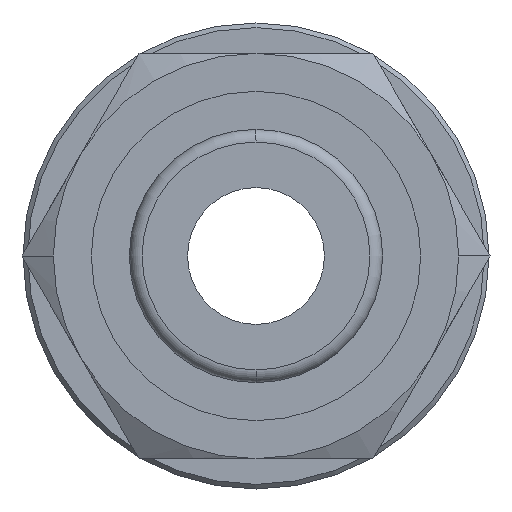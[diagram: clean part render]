
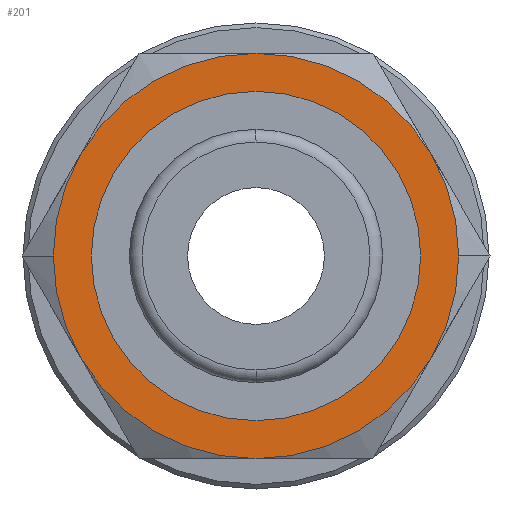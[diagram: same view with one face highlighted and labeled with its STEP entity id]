
A CAD part, front view. The second image highlights one B-rep face of the part: STEP entity #201.
In plain terms, the highlighted planar face has unit normal (0, -1, 0).
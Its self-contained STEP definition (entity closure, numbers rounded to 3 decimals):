
#201=ADVANCED_FACE('',(#413,#414),#415,.T.);
#413=FACE_OUTER_BOUND('',#630,.T.);
#414=FACE_BOUND('',#631,.T.);
#415=PLANE('',#632);
#630=EDGE_LOOP('',(#1125,#1126,#1127,#1128,#1129,#1130,#1131,#1132));
#631=EDGE_LOOP('',(#1133,#1134));
#632=AXIS2_PLACEMENT_3D('',#1135,#1136,#1137);
#1125=ORIENTED_EDGE('',*,*,#1422,.F.);
#1126=ORIENTED_EDGE('',*,*,#1423,.F.);
#1127=ORIENTED_EDGE('',*,*,#1310,.F.);
#1128=ORIENTED_EDGE('',*,*,#1405,.F.);
#1129=ORIENTED_EDGE('',*,*,#1246,.F.);
#1130=ORIENTED_EDGE('',*,*,#1255,.F.);
#1131=ORIENTED_EDGE('',*,*,#1228,.F.);
#1132=ORIENTED_EDGE('',*,*,#1242,.F.);
#1133=ORIENTED_EDGE('',*,*,#1397,.F.);
#1134=ORIENTED_EDGE('',*,*,#1321,.F.);
#1135=CARTESIAN_POINT('',(2.0,18.0,0.0));
#1136=DIRECTION('',(-0.0,-1.0,-0.0));
#1137=DIRECTION('',(-1.0,0.0,0.0));
#1228=EDGE_CURVE('',#1440,#1437,#1442,.T.);
#1242=EDGE_CURVE('',#1463,#1440,#1465,.T.);
#1246=EDGE_CURVE('',#1470,#1468,#1472,.T.);
#1255=EDGE_CURVE('',#1437,#1470,#1486,.T.);
#1310=EDGE_CURVE('',#1503,#1577,#1578,.T.);
#1321=EDGE_CURVE('',#1591,#1593,#1594,.T.);
#1397=EDGE_CURVE('',#1593,#1591,#1694,.T.);
#1405=EDGE_CURVE('',#1468,#1503,#1702,.T.);
#1422=EDGE_CURVE('',#1660,#1463,#1719,.T.);
#1423=EDGE_CURVE('',#1577,#1660,#1720,.T.);
#1437=VERTEX_POINT('',#1734);
#1440=VERTEX_POINT('',#1748);
#1442=CIRCLE('',#1761,4.0);
#1463=VERTEX_POINT('',#1819);
#1465=CIRCLE('',#1822,4.0);
#1468=VERTEX_POINT('',#1825);
#1470=VERTEX_POINT('',#1828);
#1472=CIRCLE('',#1841,4.0);
#1486=CIRCLE('',#1879,4.0);
#1503=VERTEX_POINT('',#1900);
#1577=VERTEX_POINT('',#2024);
#1578=CIRCLE('',#2025,4.0);
#1591=VERTEX_POINT('',#2051);
#1593=VERTEX_POINT('',#2054);
#1594=CIRCLE('',#2055,3.25);
#1660=VERTEX_POINT('',#2175);
#1694=CIRCLE('',#2280,3.25);
#1702=CIRCLE('',#2301,4.0);
#1719=CIRCLE('',#2322,4.0);
#1720=CIRCLE('',#2323,4.0);
#1734=CARTESIAN_POINT('',(0.0,18.0,-4.0));
#1748=CARTESIAN_POINT('',(3.464,18.0,-2.0));
#1761=AXIS2_PLACEMENT_3D('',#2336,#2337,#2338);
#1819=CARTESIAN_POINT('',(4.0,18.0,0.));
#1822=AXIS2_PLACEMENT_3D('',#2350,#2351,#2352);
#1825=CARTESIAN_POINT('',(-4.0,18.0,0.));
#1828=CARTESIAN_POINT('',(-3.464,18.0,-2.0));
#1841=AXIS2_PLACEMENT_3D('',#2354,#2355,#2356);
#1879=AXIS2_PLACEMENT_3D('',#2365,#2366,#2367);
#1900=CARTESIAN_POINT('',(-3.464,18.0,2.0));
#2024=CARTESIAN_POINT('',(0.,18.0,4.0));
#2025=AXIS2_PLACEMENT_3D('',#2468,#2469,#2470);
#2051=CARTESIAN_POINT('',(3.25,18.0,0.));
#2054=CARTESIAN_POINT('',(-3.25,18.0,0.));
#2055=AXIS2_PLACEMENT_3D('',#2483,#2484,#2485);
#2175=CARTESIAN_POINT('',(3.464,18.0,2.0));
#2280=AXIS2_PLACEMENT_3D('',#2579,#2580,#2581);
#2301=AXIS2_PLACEMENT_3D('',#2584,#2585,#2586);
#2322=AXIS2_PLACEMENT_3D('',#2603,#2604,#2605);
#2323=AXIS2_PLACEMENT_3D('',#2606,#2607,#2608);
#2336=CARTESIAN_POINT('',(0.0,18.0,0.0));
#2337=DIRECTION('',(-0.0,1.0,0.0));
#2338=DIRECTION('',(1.0,0.0,0.0));
#2350=CARTESIAN_POINT('',(0.0,18.0,0.0));
#2351=DIRECTION('',(-0.0,1.0,0.0));
#2352=DIRECTION('',(1.0,0.0,0.0));
#2354=CARTESIAN_POINT('',(0.0,18.0,0.0));
#2355=DIRECTION('',(-0.0,1.0,0.0));
#2356=DIRECTION('',(1.0,0.0,0.0));
#2365=CARTESIAN_POINT('',(0.0,18.0,0.0));
#2366=DIRECTION('',(-0.0,1.0,0.0));
#2367=DIRECTION('',(1.0,0.0,0.0));
#2468=CARTESIAN_POINT('',(0.0,18.0,0.0));
#2469=DIRECTION('',(-0.0,1.0,0.0));
#2470=DIRECTION('',(1.0,0.0,0.0));
#2483=CARTESIAN_POINT('',(0.0,18.0,0.0));
#2484=DIRECTION('',(0.0,-1.0,0.0));
#2485=DIRECTION('',(1.0,0.0,0.0));
#2579=CARTESIAN_POINT('',(0.0,18.0,0.0));
#2580=DIRECTION('',(0.0,-1.0,0.0));
#2581=DIRECTION('',(1.0,0.0,0.0));
#2584=CARTESIAN_POINT('',(0.0,18.0,0.0));
#2585=DIRECTION('',(-0.0,1.0,0.0));
#2586=DIRECTION('',(1.0,0.0,0.0));
#2603=CARTESIAN_POINT('',(0.0,18.0,0.0));
#2604=DIRECTION('',(-0.0,1.0,0.0));
#2605=DIRECTION('',(1.0,0.0,0.0));
#2606=CARTESIAN_POINT('',(0.0,18.0,0.0));
#2607=DIRECTION('',(-0.0,1.0,0.0));
#2608=DIRECTION('',(1.0,0.0,0.0));
